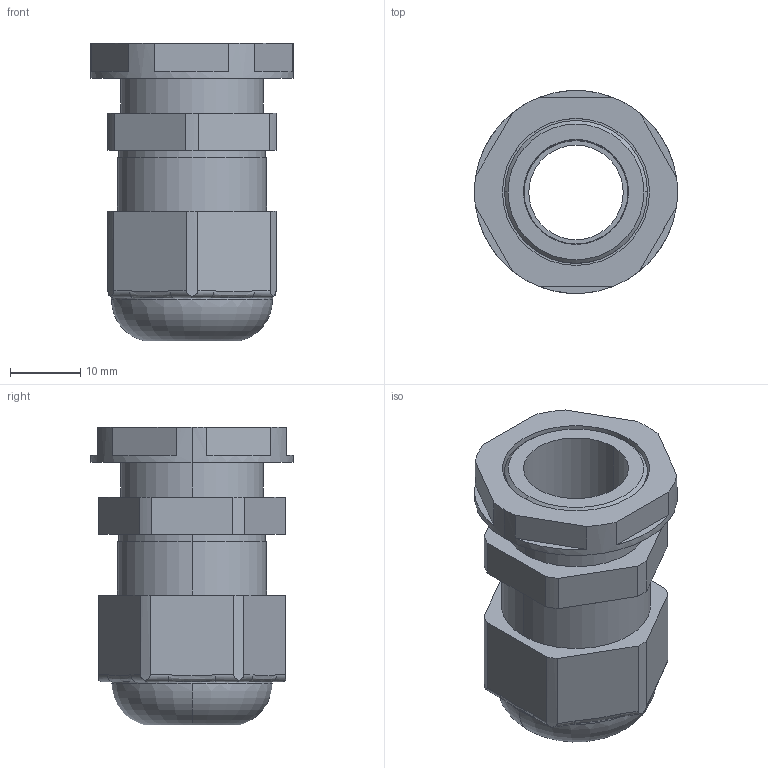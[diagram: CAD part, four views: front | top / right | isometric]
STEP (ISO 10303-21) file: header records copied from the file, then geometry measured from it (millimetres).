
FILE_DESCRIPTION (( 'STEP AP214' ), '1' );
FILE_NAME ('PE_PG13.5.STEP', '2017-07-12T15:49:25', ( 'UTILISATEUR' ), ( 'Hewlett-Packard Company' ), 'SwSTEP 2.0', 'SolidWorks 2016', '' );
FILE_SCHEMA (( 'AUTOMOTIVE_DESIGN' ));
Length unit declared in the file: millimetre
Products named in the file (1): PE_PG13.5
Bounding box: 29 x 29 x 42.55 mm (x, y, z)
Volume: 11304.3 mm3; surface area: 7262.7 mm2
Topology: 2 solids, 2 shells, 167 faces, 435 edges, 284 vertices
Faces by surface type: plane 74, bspline 47, cylinder 42, torus 2, cone 2
Entity records: 8459 total; most frequent: CARTESIAN_POINT 3712, ORIENTED_EDGE 870, DIRECTION 665, EDGE_CURVE 435, VERTEX_POINT 284, LINE 235, VECTOR 235, AXIS2_PLACEMENT_3D 215
